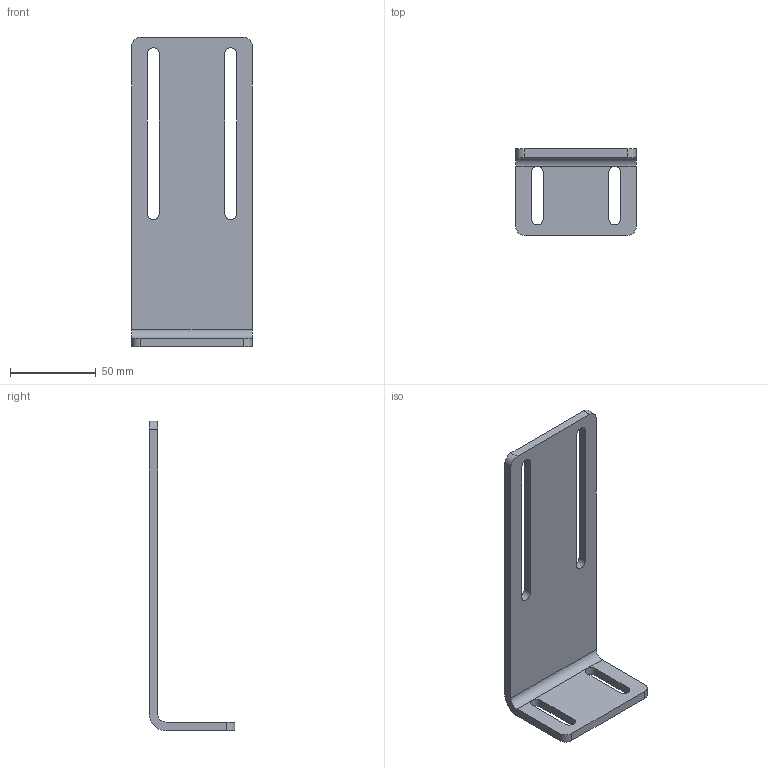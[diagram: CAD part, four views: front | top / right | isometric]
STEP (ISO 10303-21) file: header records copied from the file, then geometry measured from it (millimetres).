
FILE_DESCRIPTION((''),'2;1');
FILE_NAME('Montagewinkel_50x180x70_A26001654.stp','2006-06-06T08:55:52',('ScheitB'),(''),'Autodesk Inventor 10','Autodesk Inventor 10','');
FILE_SCHEMA(('AUTOMOTIVE_DESIGN { 1 0 10303 214 1 1 1 1 }'));
Length unit declared in the file: millimetre
Products named in the file (1): anmwi04b
Bounding box: 70 x 50 x 180 mm (x, y, z)
Volume: 68346.3 mm3; surface area: 33053.3 mm2
Topology: 1 solids, 1 shells, 30 faces, 92 edges, 60 vertices
Faces by surface type: plane 16, cylinder 14
Entity records: 1075 total; most frequent: DIRECTION 186, ORIENTED_EDGE 184, CARTESIAN_POINT 183, EDGE_CURVE 92, AXIS2_PLACEMENT_3D 63, VERTEX_POINT 60, VECTOR 60, LINE 60
